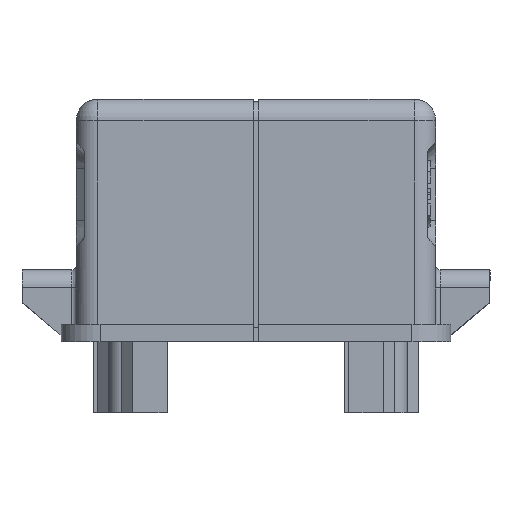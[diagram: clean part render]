
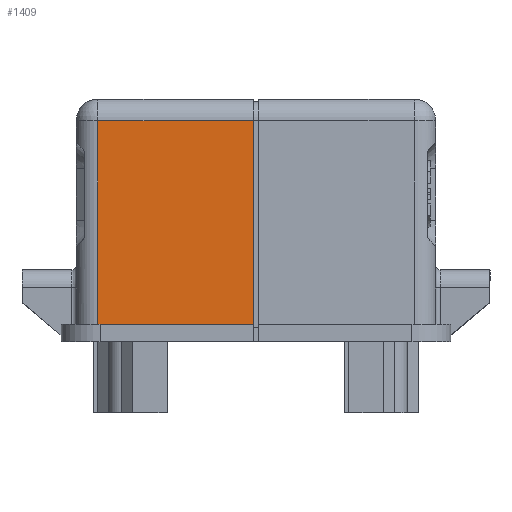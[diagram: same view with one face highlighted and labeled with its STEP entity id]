
A CAD part, left-side view. The second image highlights one B-rep face of the part: STEP entity #1409.
In plain terms, the highlighted planar face has unit normal (-1, 0, 0).
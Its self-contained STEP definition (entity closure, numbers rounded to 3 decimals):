
#1409=ADVANCED_FACE('',(#2499),#2000,.T.);
#2000=PLANE('',#13104);
#2499=FACE_OUTER_BOUND('',#3106,.T.);
#3106=EDGE_LOOP('',(#4519,#4520,#4521,#4522));
#4519=ORIENTED_EDGE('',*,*,#8362,.T.);
#4520=ORIENTED_EDGE('',*,*,#8860,.T.);
#4521=ORIENTED_EDGE('',*,*,#8854,.T.);
#4522=ORIENTED_EDGE('',*,*,#8861,.T.);
#7200=VERTEX_POINT('',#16824);
#7201=VERTEX_POINT('',#16826);
#7545=VERTEX_POINT('',#17870);
#7546=VERTEX_POINT('',#17872);
#8362=EDGE_CURVE('',#7201,#7200,#10065,.T.);
#8854=EDGE_CURVE('',#7546,#7545,#10479,.T.);
#8860=EDGE_CURVE('',#7200,#7546,#10482,.T.);
#8861=EDGE_CURVE('',#7545,#7201,#10483,.T.);
#10065=LINE('',#16825,#11418);
#10479=LINE('',#17871,#11832);
#10482=LINE('',#17882,#11835);
#10483=LINE('',#17884,#11836);
#11418=VECTOR('',#13806,1.);
#11832=VECTOR('',#14678,1.);
#11835=VECTOR('',#14691,1.);
#11836=VECTOR('',#14694,1.);
#13104=AXIS2_PLACEMENT_3D('',#17885,#14695,#14696);
#13806=DIRECTION('',(0.,0.,1.));
#14678=DIRECTION('',(0.,0.,-1.));
#14691=DIRECTION('',(0.,1.,0.));
#14694=DIRECTION('',(0.,-1.,0.));
#14695=DIRECTION('',(-1.,0.,0.));
#14696=DIRECTION('',(0.,0.,1.));
#16824=CARTESIAN_POINT('',(-58.25,0.3,25.5));
#16825=CARTESIAN_POINT('',(-58.25,0.3,2.));
#16826=CARTESIAN_POINT('',(-58.25,0.3,2.));
#17870=CARTESIAN_POINT('',(-58.25,18.25,2.));
#17871=CARTESIAN_POINT('',(-58.25,18.25,25.5));
#17872=CARTESIAN_POINT('',(-58.25,18.25,25.5));
#17882=CARTESIAN_POINT('',(-58.25,0.3,25.5));
#17884=CARTESIAN_POINT('',(-58.25,18.25,2.));
#17885=CARTESIAN_POINT('',(-58.25,0.,2.));
